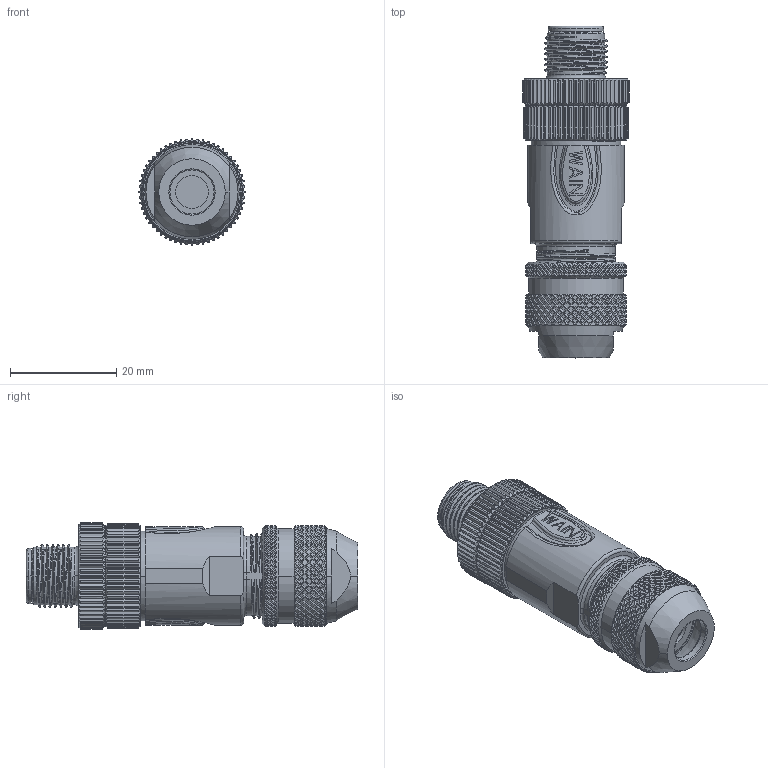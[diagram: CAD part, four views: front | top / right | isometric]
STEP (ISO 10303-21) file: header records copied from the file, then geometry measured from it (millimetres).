
FILE_DESCRIPTION((''),'2;1');
FILE_NAME('PRT0001','2021-01-05T',('zh.su'),(''),'PRO/ENGINEER BY PARAMETRIC TECHNOLOGY CORPORATION, 2012480','PRO/ENGINEER BY PARAMETRIC TECHNOLOGY CORPORATION, 2012480','');
FILE_SCHEMA(('CONFIG_CONTROL_DESIGN'));
Products named in the file (1): PRT0001
Bounding box: 20 x 62.4 x 20 mm (x, y, z)
Volume: 13221.9 mm3; surface area: 7279.5 mm2
Topology: 1 solids, 8 shells, 5000 faces, 11566 edges, 6606 vertices
Faces by surface type: bspline 2995, cylinder 1108, plane 550, cone 293, torus 35, extrusion 11, sphere 8
Entity records: 236113 total; most frequent: CARTESIAN_POINT 150975, ORIENTED_EDGE 23116, EDGE_CURVE 11558, B_SPLINE_CURVE_WITH_KNOTS 9019, DIRECTION 7604, VERTEX_POINT 6606, EDGE_LOOP 5058, FACE_OUTER_BOUND 5000
